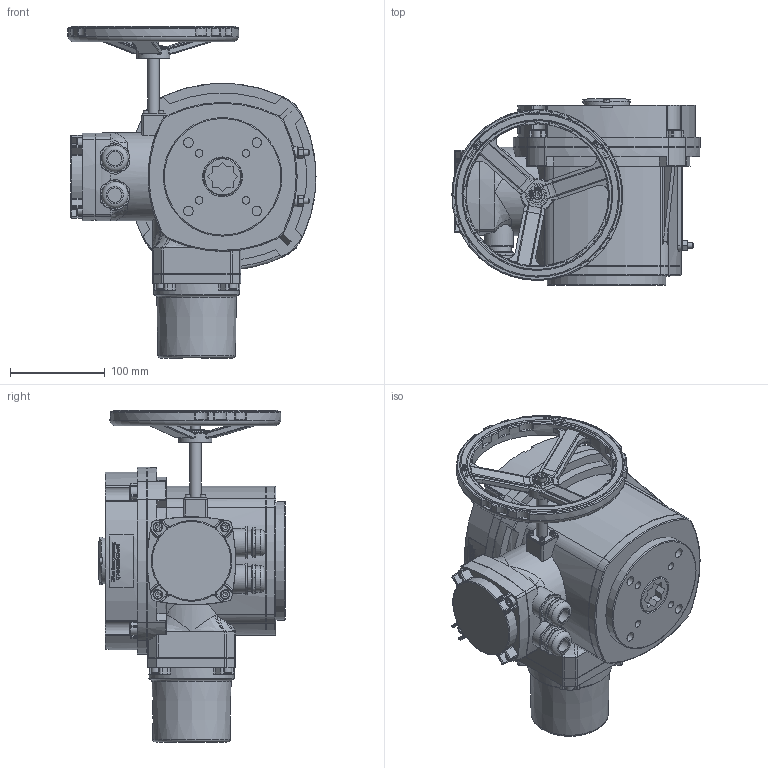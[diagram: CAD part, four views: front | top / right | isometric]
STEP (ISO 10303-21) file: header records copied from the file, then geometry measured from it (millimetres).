
FILE_DESCRIPTION(/* description */ (''),/* implementation_level */ '2;1');
FILE_NAME(/* name */ 'QT-N-020M_3D_STEP.stp',/* time_stamp */ '2025-02-09T22:13:01+03:00',/* author */ ('igorr'),/* organization */ (''),/* preprocessor_version */ 'ST-DEVELOPER v20',/* originating_system */ 'Autodesk Inventor 2025',/* authorisation */ '');
FILE_SCHEMA (('AUTOMOTIVE_DESIGN { 1 0 10303 214 3 1 1 }'));
Length unit declared in the file: millimetre
Products named in the file (7): Сборка; Деталь; Деталь 2; ANSI B18.2.4.2M - M6x1; AS 1420 - 1973 - M3 x 6; AS 1420 - 1973 - M6 x 10; AS 1420 - 1973 - M8 x 16
Assembly tree (25 placements, depth 2):
  Сборка
    Деталь
    Деталь 2
    ANSI B18.2.4.2M - M6x1  x2
    AS 1420 - 1973 - M3 x 6  x8
    AS 1420 - 1973 - M6 x 10  x9
    AS 1420 - 1973 - M8 x 16  x4
Bounding box: 261.51 x 197 x 350 mm (x, y, z)
Volume: 5952137.9 mm3; surface area: 432693.9 mm2
Topology: 25 solids, 26 shells, 2086 faces, 5369 edges, 3461 vertices
Faces by surface type: plane 894, cylinder 520, bspline 348, torus 196, cone 76, sphere 52
Full cylindrical faces by diameter (mm): 3 x8, 4.917 x2, 5.5 x8, 6 x11, 8 x8, 10 x13, 12 x1, 13 x4, 15 x2, 20 x1, 26 x2, 26.942 x2, 27.875 x2, 28 x2, 30 x2, 32.726 x1, 34 x1, 35 x1, 40 x1, 42 x1, 48 x1, 50 x1, 50.601 x1, 76.285 x1, 90 x1, 93 x1, 125 x1, 150 x1, 157 x1, 173 x1
Entity records: 68692 total; most frequent: CARTESIAN_POINT 23828, ORIENTED_EDGE 9320, DIRECTION 8466, EDGE_CURVE 4660, AXIS2_PLACEMENT_3D 3164, VERTEX_POINT 3000, LINE 2138, VECTOR 2138
